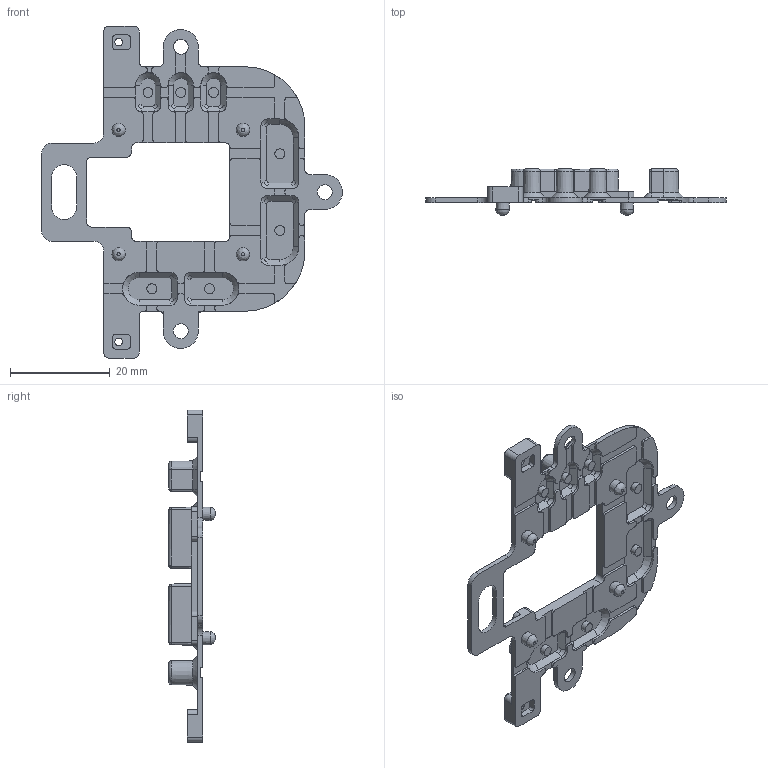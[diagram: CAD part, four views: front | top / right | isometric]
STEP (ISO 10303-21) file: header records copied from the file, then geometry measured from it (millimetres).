
FILE_DESCRIPTION(/* description */ (''),/* implementation_level */ '2;1');
FILE_NAME(/* name */ 'silicone_key_pad_v6.stp',/* time_stamp */ '2023-04-21T21:08:23+08:00',/* author */ ('mmajz'),/* organization */ (''),/* preprocessor_version */ 'ST-DEVELOPER v17',/* originating_system */ 'Autodesk Inventor 2019',/* authorisation */ '');
FILE_SCHEMA (('AUTOMOTIVE_DESIGN { 1 0 10303 214 3 1 1 }'));
Length unit declared in the file: millimetre
Products named in the file (1): silicone_key_pad_v6
Bounding box: 60.22 x 9.25 x 66.52 mm (x, y, z)
Volume: 3519.2 mm3; surface area: 5635.3 mm2
Topology: 1 solids, 1 shells, 574 faces, 1528 edges, 958 vertices
Faces by surface type: plane 258, cylinder 216, cone 73, bspline 20, torus 7
Full cylindrical faces by diameter (mm): 1.5 x2, 2 x7, 3 x3
Entity records: 19158 total; most frequent: CARTESIAN_POINT 4629, DIRECTION 3097, ORIENTED_EDGE 3024, EDGE_CURVE 1512, AXIS2_PLACEMENT_3D 1078, VERTEX_POINT 958, LINE 941, VECTOR 941
